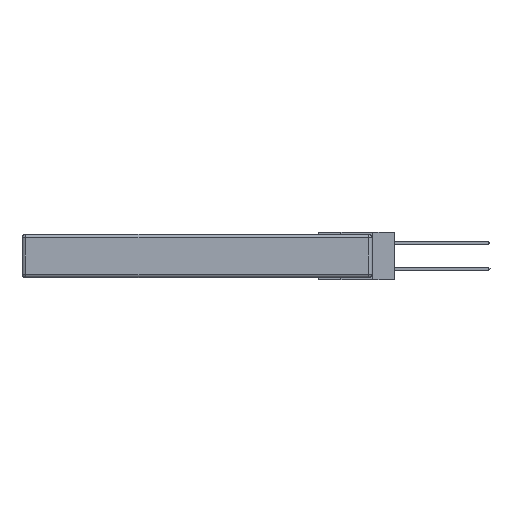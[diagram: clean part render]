
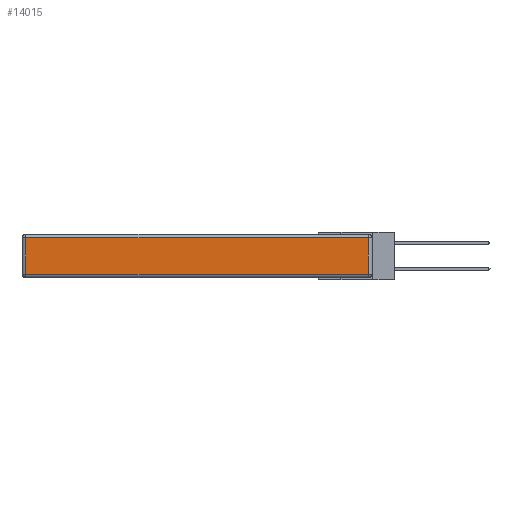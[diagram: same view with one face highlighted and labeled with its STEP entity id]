
A CAD part, left-side view. The second image highlights one B-rep face of the part: STEP entity #14015.
In plain terms, the highlighted planar face has unit normal (-1, 0, 0).
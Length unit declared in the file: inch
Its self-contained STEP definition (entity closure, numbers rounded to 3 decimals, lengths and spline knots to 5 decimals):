
#625 = CARTESIAN_POINT ( 'NONE',  ( 0., 0., -0.343 ) ) ;
#1867 = CARTESIAN_POINT ( 'NONE',  ( 0., 2.72, -0.313 ) ) ;
#2215 = LINE ( 'NONE', #10749, #15718 ) ;
#2901 = DIRECTION ( 'NONE',  ( -1., 0., 0. ) ) ;
#4764 = CARTESIAN_POINT ( 'NONE',  ( 0., 2.72, -0.343 ) ) ;
#5177 = DIRECTION ( 'NONE',  ( 0., 0., 1. ) ) ;
#5884 = DIRECTION ( 'NONE',  ( 0., 1., 0. ) ) ;
#8456 = VERTEX_POINT ( 'NONE', #21574 ) ;
#8906 = EDGE_LOOP ( 'NONE', ( #9894, #17230, #25834, #12450 ) ) ;
#9425 = EDGE_CURVE ( 'NONE', #27442, #13692, #15357, .T. ) ;
#9894 = ORIENTED_EDGE ( 'NONE', *, *, #9425, .T. ) ;
#10749 = CARTESIAN_POINT ( 'NONE',  ( 0., 2.75, -0.03 ) ) ;
#11103 = VERTEX_POINT ( 'NONE', #21525 ) ;
#12196 = CARTESIAN_POINT ( 'NONE',  ( 0., 0., -0.313 ) ) ;
#12450 = ORIENTED_EDGE ( 'NONE', *, *, #20731, .T. ) ;
#13692 = VERTEX_POINT ( 'NONE', #14148 ) ;
#14015 = ADVANCED_FACE ( 'NONE', ( #19112 ), #15469, .T. ) ;
#14148 = CARTESIAN_POINT ( 'NONE',  ( 0., 0.03, -0.313 ) ) ;
#15357 = LINE ( 'NONE', #12196, #24274 ) ;
#15469 = PLANE ( 'NONE',  #23947 ) ;
#15718 = VECTOR ( 'NONE', #5884, 39.37008 ) ;
#16638 = CARTESIAN_POINT ( 'NONE',  ( 0., 0.03, -0.343 ) ) ;
#16809 = LINE ( 'NONE', #4764, #21829 ) ;
#17230 = ORIENTED_EDGE ( 'NONE', *, *, #20977, .T. ) ;
#19112 = FACE_OUTER_BOUND ( 'NONE', #8906, .T. ) ;
#20355 = VECTOR ( 'NONE', #24177, 39.37008 ) ;
#20731 = EDGE_CURVE ( 'NONE', #8456, #27442, #16809, .T. ) ;
#20977 = EDGE_CURVE ( 'NONE', #13692, #11103, #22872, .T. ) ;
#21081 = EDGE_CURVE ( 'NONE', #11103, #8456, #2215, .T. ) ;
#21525 = CARTESIAN_POINT ( 'NONE',  ( 0., 0.03, -0.03 ) ) ;
#21574 = CARTESIAN_POINT ( 'NONE',  ( 0., 2.72, -0.03 ) ) ;
#21829 = VECTOR ( 'NONE', #22683, 39.37008 ) ;
#22683 = DIRECTION ( 'NONE',  ( 0., 0., -1. ) ) ;
#22872 = LINE ( 'NONE', #16638, #20355 ) ;
#23577 = DIRECTION ( 'NONE',  ( 0., -1., 0. ) ) ;
#23947 = AXIS2_PLACEMENT_3D ( 'NONE', #625, #2901, #5177 ) ;
#24177 = DIRECTION ( 'NONE',  ( 0., 0., 1. ) ) ;
#24274 = VECTOR ( 'NONE', #23577, 39.37008 ) ;
#25834 = ORIENTED_EDGE ( 'NONE', *, *, #21081, .T. ) ;
#27442 = VERTEX_POINT ( 'NONE', #1867 ) ;
